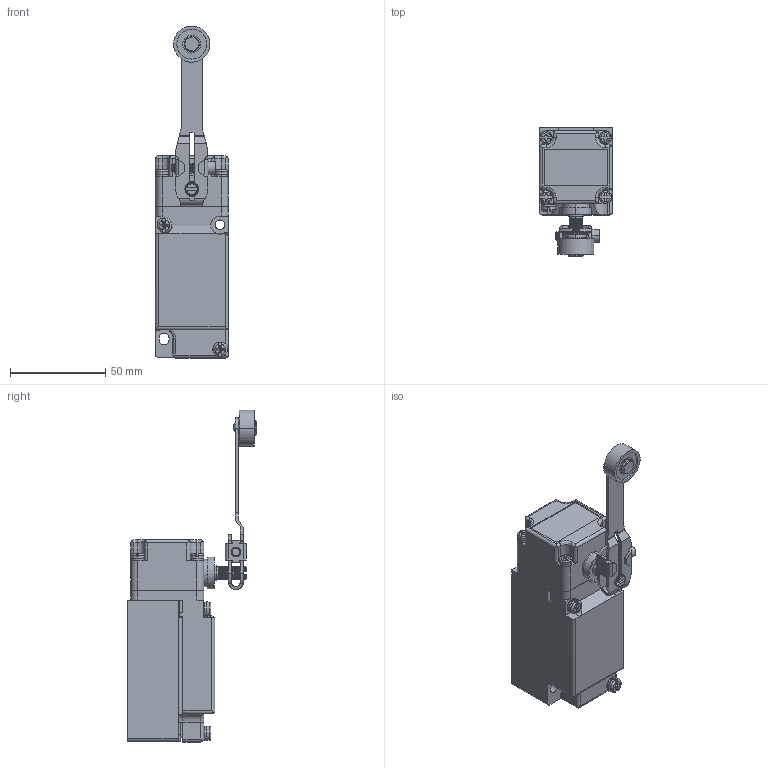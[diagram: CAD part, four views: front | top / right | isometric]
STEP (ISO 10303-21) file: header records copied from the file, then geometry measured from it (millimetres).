
FILE_DESCRIPTION (( 'STEP AP203' ), '1' );
FILE_NAME ('F25ASRL548.STEP', '2016-07-20T13:04:40', ( 'Sam' ), ( 'Spade' ), 'SwSTEP 2.0', 'SolidWorks 2002296', '' );
FILE_SCHEMA (( 'CONFIG_CONTROL_DESIGN' ));
Length unit declared in the file: inch
Products named in the file (18): F25ASRL548; Imported150; Imported153; Imported152; Imported151; Imported156; Imported155; Imported154; Imported160; Imported159; Imported158; Imported157; Imported163; Imported162; Imported161; Imported166; Imported165; Imported164
Assembly tree (17 placements, depth 2):
  F25ASRL548
    Imported163
    Imported157
    Imported158
    Imported151
    Imported164
    Imported153
    Imported162
    Imported161
    Imported155
    Imported152
    Imported154
    Imported156
    Imported159
    Imported166
    Imported160
    Imported150
    Imported165
Bounding box: 38.61 x 68.01 x 174.55 mm (x, y, z)
Volume: 170224.2 mm3; surface area: 48593.9 mm2
Topology: 17 solids, 17 shells, 931 faces, 2378 edges, 1508 vertices
Faces by surface type: plane 513, cylinder 235, cone 150, bspline 33
Entity records: 31091 total; most frequent: CARTESIAN_POINT 6571, ORIENTED_EDGE 4756, DIRECTION 4732, EDGE_CURVE 2378, AXIS2_PLACEMENT_3D 1659, VERTEX_POINT 1508, LINE 1414, VECTOR 1414
